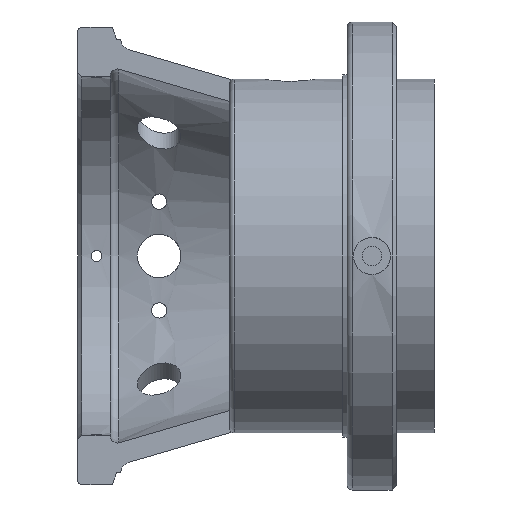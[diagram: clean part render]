
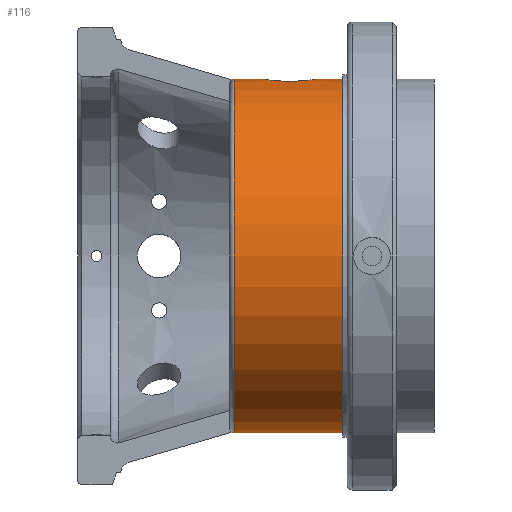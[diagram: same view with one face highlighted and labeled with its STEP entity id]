
A CAD part, front view. The second image highlights one B-rep face of the part: STEP entity #116.
In plain terms, the highlighted cylindrical face has radius 162.5 mm (diameter 325 mm), a full revolution.
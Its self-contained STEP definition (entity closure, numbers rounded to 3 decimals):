
#116=ADVANCED_FACE('',(#1596,#1598,#1600),#1602,.T.);
#1596=FACE_OUTER_BOUND('',#1597,.T.);
#1597=EDGE_LOOP('',(#3647));
#1598=FACE_BOUND('',#1599,.T.);
#1599=EDGE_LOOP('',(#3648,#3649,#3650,#3651,#3652));
#1600=FACE_BOUND('',#1601,.T.);
#1601=EDGE_LOOP('',(#3653));
#1602=CYLINDRICAL_SURFACE('',#1603,162.5);
#1603=AXIS2_PLACEMENT_3D('',#1604,#1605,#1606);
#1604=CARTESIAN_POINT('',(21.367,0.,0.));
#1605=DIRECTION('',(-1.,0.,0.));
#1606=DIRECTION('',(0.,-1.,0.));
#3647=ORIENTED_EDGE('',*,*,#4109,.T.);
#3648=ORIENTED_EDGE('',*,*,#4110,.F.);
#3649=ORIENTED_EDGE('',*,*,#4111,.F.);
#3650=ORIENTED_EDGE('',*,*,#4112,.T.);
#3651=ORIENTED_EDGE('',*,*,#4066,.T.);
#3652=ORIENTED_EDGE('',*,*,#4098,.F.);
#3653=ORIENTED_EDGE('',*,*,#4113,.T.);
#4066=EDGE_CURVE('',#4306,#4304,#4307,.T.);
#4098=EDGE_CURVE('',#4365,#4304,#4367,.T.);
#4109=EDGE_CURVE('',#4386,#4386,#4387,.T.);
#4110=EDGE_CURVE('',#4388,#4365,#4389,.T.);
#4111=EDGE_CURVE('',#4390,#4388,#4391,.T.);
#4112=EDGE_CURVE('',#4390,#4306,#4392,.T.);
#4113=EDGE_CURVE('',#4393,#4393,#4394,.F.);
#4304=VERTEX_POINT('',#4752);
#4306=VERTEX_POINT('',#4756);
#4307=CIRCLE('',#4757,162.5);
#4365=VERTEX_POINT('',#5683);
#4367=LINE('',#5688,#5689);
#4386=VERTEX_POINT('',#5732);
#4387=CIRCLE('',#5733,162.5);
#4388=VERTEX_POINT('',#5737);
#4389=CIRCLE('',#5738,162.5);
#4390=VERTEX_POINT('',#5742);
#4391=CIRCLE('',#5743,162.5);
#4392=LINE('',#5747,#5748);
#4393=VERTEX_POINT('',#5750);
#4394=B_SPLINE_CURVE_WITH_KNOTS('',3,
(#5751,#5752,#5753,#5754,#5755,#5756,#5757,#5758,#5759,#5760,#5761,#5762,#5763,#5764,
#5765,#5766,#5767,#5768,#5769,#5770,#5771,#5772,#5773,#5774,#5775,#5776,#5777,#5778,
#5779,#5780,#5781,#5782,#5783,#5784,#5785,#5786,#5787,#5788,#5789,#5790,#5791,#5792,
#5793,#5794,#5795,#5796,#5797,#5798,#5799,#5800,#5801,#5802,#5803,#5804,#5805,#5806,
#5807,#5808,#5809,#5810,#5811,#5812,#5813,#5814,#5815,#5816,#5817,#5818,#5819,#5820,
#5821,#5822,#5823,#5824,#5825),
.UNSPECIFIED.,.T.,.F.,
(4,1,1,1,1,1,1,1,1,1,1,1,1,1,1,1,1,1,1,1,1,1,1,1,1,1,1,1,1,1,1,1,1,1,1,1,1,1,1,1,
1,1,1,1,1,1,1,1,1,1,1,1,1,1,1,1,1,1,1,1,1,1,1,1,1,1,1,1,1,1,1,1,4),
(0.,0.013,0.027,0.04,0.054,
0.067,0.08,0.093,0.107,0.121,
0.136,0.151,0.167,0.182,0.198,
0.212,0.226,0.239,0.25,0.252,
0.265,0.279,0.293,0.308,0.324,
0.34,0.355,0.371,0.387,0.402,
0.417,0.433,0.448,0.462,0.475,
0.491,0.5,0.506,0.521,0.533,
0.545,0.558,0.571,0.584,0.598,
0.612,0.626,0.642,0.657,0.673,
0.689,0.704,0.718,0.731,0.744,
0.75,0.757,0.77,0.784,0.799,
0.814,0.83,0.846,0.862,0.877,
0.893,0.909,0.924,0.94,0.955,
0.97,0.985,1.),
.UNSPECIFIED.);
#4752=CARTESIAN_POINT('',(-82.341,0.,162.5));
#4756=CARTESIAN_POINT('',(-82.341,0.,-162.5));
#4757=AXIS2_PLACEMENT_3D('',#4758,#4759,#4760);
#4758=CARTESIAN_POINT('',(-82.341,0.,0.));
#4759=DIRECTION('',(1.,0.,0.));
#4760=DIRECTION('',(0.,0.,-1.));
#5683=CARTESIAN_POINT('',(-78.341,0.,162.5));
#5688=CARTESIAN_POINT('',(-78.341,0.,162.5));
#5689=VECTOR('',#5690,1.);
#5690=DIRECTION('',(-1.,0.,0.));
#5732=CARTESIAN_POINT('',(21.367,-162.5,0.));
#5733=AXIS2_PLACEMENT_3D('',#5734,#5735,#5736);
#5734=CARTESIAN_POINT('',(21.367,0.,0.));
#5735=DIRECTION('',(-1.,0.,0.));
#5736=DIRECTION('',(0.,-1.,0.));
#5737=CARTESIAN_POINT('',(-78.341,-162.5,0.));
#5738=AXIS2_PLACEMENT_3D('',#5739,#5740,#5741);
#5739=CARTESIAN_POINT('',(-78.341,0.,0.));
#5740=DIRECTION('',(-1.,0.,0.));
#5741=DIRECTION('',(0.,-1.,0.));
#5742=CARTESIAN_POINT('',(-78.341,0.,-162.5));
#5743=AXIS2_PLACEMENT_3D('',#5744,#5745,#5746);
#5744=CARTESIAN_POINT('',(-78.341,0.,0.));
#5745=DIRECTION('',(-1.,0.,0.));
#5746=DIRECTION('',(0.,0.,-1.));
#5747=CARTESIAN_POINT('',(-78.341,0.,-162.5));
#5748=VECTOR('',#5749,1.);
#5749=DIRECTION('',(-1.,0.,0.));
#5750=CARTESIAN_POINT('',(-52.341,0.,162.5));
#5751=CARTESIAN_POINT('',(-52.341,0.,162.5));
#5752=CARTESIAN_POINT('',(-52.341,-0.69,162.5));
#5753=CARTESIAN_POINT('',(-52.283,-2.083,162.491));
#5754=CARTESIAN_POINT('',(-52.02,-4.179,162.451));
#5755=CARTESIAN_POINT('',(-51.575,-6.262,162.384));
#5756=CARTESIAN_POINT('',(-50.959,-8.284,162.293));
#5757=CARTESIAN_POINT('',(-50.188,-10.218,162.182));
#5758=CARTESIAN_POINT('',(-49.262,-12.079,162.054));
#5759=CARTESIAN_POINT('',(-48.164,-13.89,161.909));
#5760=CARTESIAN_POINT('',(-46.892,-15.631,161.749));
#5761=CARTESIAN_POINT('',(-45.438,-17.296,161.58));
#5762=CARTESIAN_POINT('',(-43.793,-18.871,161.403));
#5763=CARTESIAN_POINT('',(-41.929,-20.351,161.223));
#5764=CARTESIAN_POINT('',(-39.872,-21.68,161.049));
#5765=CARTESIAN_POINT('',(-37.694,-22.798,160.894));
#5766=CARTESIAN_POINT('',(-35.48,-23.676,160.767));
#5767=CARTESIAN_POINT('',(-33.301,-24.313,160.671));
#5768=CARTESIAN_POINT('',(-31.165,-24.736,160.606));
#5769=CARTESIAN_POINT('',(-29.188,-24.956,160.572));
#5770=CARTESIAN_POINT('',(-27.801,-25.004,160.565));
#5771=CARTESIAN_POINT('',(-26.428,-24.995,160.566));
#5772=CARTESIAN_POINT('',(-24.911,-24.911,160.579));
#5773=CARTESIAN_POINT('',(-22.775,-24.612,160.625));
#5774=CARTESIAN_POINT('',(-20.565,-24.102,160.703));
#5775=CARTESIAN_POINT('',(-18.327,-23.36,160.813));
#5776=CARTESIAN_POINT('',(-16.106,-22.378,160.953));
#5777=CARTESIAN_POINT('',(-13.971,-21.172,161.117));
#5778=CARTESIAN_POINT('',(-11.957,-19.757,161.297));
#5779=CARTESIAN_POINT('',(-10.095,-18.155,161.486));
#5780=CARTESIAN_POINT('',(-8.406,-16.385,161.675));
#5781=CARTESIAN_POINT('',(-6.904,-14.468,161.859));
#5782=CARTESIAN_POINT('',(-5.607,-12.433,162.028));
#5783=CARTESIAN_POINT('',(-4.522,-10.305,162.178));
#5784=CARTESIAN_POINT('',(-3.67,-8.151,162.3));
#5785=CARTESIAN_POINT('',(-3.047,-6.027,162.393));
#5786=CARTESIAN_POINT('',(-2.597,-3.808,162.461));
#5787=CARTESIAN_POINT('',(-2.379,-1.805,162.494));
#5788=CARTESIAN_POINT('',(-2.331,-0.157,162.501));
#5789=CARTESIAN_POINT('',(-2.363,1.441,162.497));
#5790=CARTESIAN_POINT('',(-2.511,3.157,162.474));
#5791=CARTESIAN_POINT('',(-2.855,5.161,162.421));
#5792=CARTESIAN_POINT('',(-3.32,7.022,162.352));
#5793=CARTESIAN_POINT('',(-3.951,8.903,162.26));
#5794=CARTESIAN_POINT('',(-4.753,10.78,162.146));
#5795=CARTESIAN_POINT('',(-5.727,12.623,162.012));
#5796=CARTESIAN_POINT('',(-6.893,14.439,161.861));
#5797=CARTESIAN_POINT('',(-8.255,16.2,161.694));
#5798=CARTESIAN_POINT('',(-9.823,17.887,161.515));
#5799=CARTESIAN_POINT('',(-11.588,19.462,161.333));
#5800=CARTESIAN_POINT('',(-13.548,20.899,161.152));
#5801=CARTESIAN_POINT('',(-15.669,22.154,160.984));
#5802=CARTESIAN_POINT('',(-17.876,23.181,160.839));
#5803=CARTESIAN_POINT('',(-20.084,23.96,160.724));
#5804=CARTESIAN_POINT('',(-22.219,24.501,160.643));
#5805=CARTESIAN_POINT('',(-24.3,24.843,160.59));
#5806=CARTESIAN_POINT('',(-25.998,24.98,160.569));
#5807=CARTESIAN_POINT('',(-27.371,25.007,160.564));
#5808=CARTESIAN_POINT('',(-28.744,24.978,160.569));
#5809=CARTESIAN_POINT('',(-30.517,24.828,160.592));
#5810=CARTESIAN_POINT('',(-32.685,24.457,160.649));
#5811=CARTESIAN_POINT('',(-34.944,23.856,160.74));
#5812=CARTESIAN_POINT('',(-37.219,23.01,160.864));
#5813=CARTESIAN_POINT('',(-39.44,21.924,161.016));
#5814=CARTESIAN_POINT('',(-41.542,20.624,161.188));
#5815=CARTESIAN_POINT('',(-43.503,19.126,161.373));
#5816=CARTESIAN_POINT('',(-45.306,17.444,161.564));
#5817=CARTESIAN_POINT('',(-46.93,15.597,161.754));
#5818=CARTESIAN_POINT('',(-48.362,13.605,161.934));
#5819=CARTESIAN_POINT('',(-49.586,11.495,162.098));
#5820=CARTESIAN_POINT('',(-50.593,9.289,162.239));
#5821=CARTESIAN_POINT('',(-51.376,7.017,162.354));
#5822=CARTESIAN_POINT('',(-51.933,4.698,162.438));
#5823=CARTESIAN_POINT('',(-52.267,2.355,162.489));
#5824=CARTESIAN_POINT('',(-52.341,0.784,162.5));
#5825=CARTESIAN_POINT('',(-52.341,0.,162.5));
